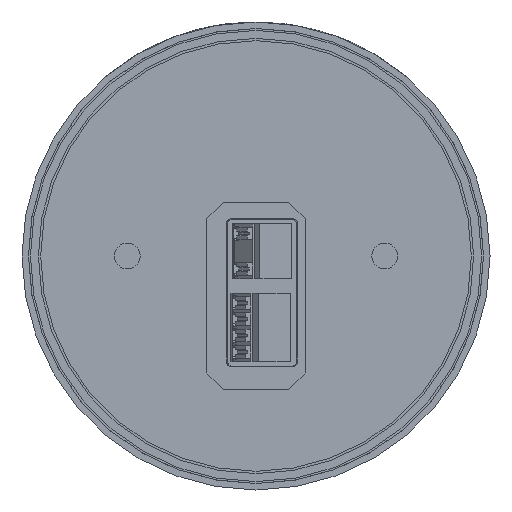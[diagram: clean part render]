
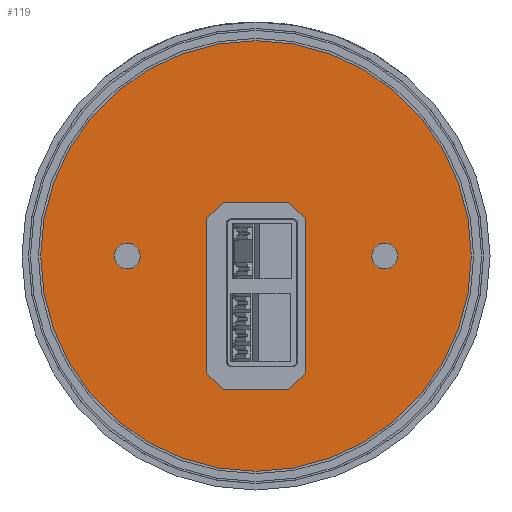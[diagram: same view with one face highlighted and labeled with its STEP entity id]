
A CAD part, front view. The second image highlights one B-rep face of the part: STEP entity #119.
In plain terms, the highlighted planar face has unit normal (0, -1, 0).
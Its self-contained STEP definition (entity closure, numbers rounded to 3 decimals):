
#33 = CARTESIAN_POINT ( 'NONE',  ( -27.5, 0., 0. ) ) ;
#119 = ADVANCED_FACE ( 'NONE', ( #3575, #10805, #5712, #12812 ), #7578, .F. ) ;
#168 = DIRECTION ( 'NONE',  ( 0., 1., 0. ) ) ;
#196 = DIRECTION ( 'NONE',  ( -0.707, 0., 0.707 ) ) ;
#495 = AXIS2_PLACEMENT_3D ( 'NONE', #11002, #168, #7639 ) ;
#513 = LINE ( 'NONE', #10166, #9974 ) ;
#673 = VERTEX_POINT ( 'NONE', #8656 ) ;
#792 = ORIENTED_EDGE ( 'NONE', *, *, #8047, .T. ) ;
#982 = CIRCLE ( 'NONE', #7824, 2.75 ) ;
#1133 = VERTEX_POINT ( 'NONE', #12209 ) ;
#1217 = VERTEX_POINT ( 'NONE', #9586 ) ;
#1221 = ORIENTED_EDGE ( 'NONE', *, *, #9428, .T. ) ;
#1301 = VERTEX_POINT ( 'NONE', #7663 ) ;
#1302 = CARTESIAN_POINT ( 'NONE',  ( -7., 0., 11.5 ) ) ;
#1334 = EDGE_CURVE ( 'NONE', #4695, #5998, #8553, .T. ) ;
#1399 = DIRECTION ( 'NONE',  ( 0., 0., -1. ) ) ;
#1431 = DIRECTION ( 'NONE',  ( 1., 0., 0. ) ) ;
#1497 = CARTESIAN_POINT ( 'NONE',  ( -10.5, 0., -28.5 ) ) ;
#2217 = ORIENTED_EDGE ( 'NONE', *, *, #8890, .T. ) ;
#2257 = CIRCLE ( 'NONE', #495, 2.75 ) ;
#2266 = CARTESIAN_POINT ( 'NONE',  ( 17.75, 0., -17.75 ) ) ;
#2342 = CARTESIAN_POINT ( 'NONE',  ( -17.75, 0., -17.75 ) ) ;
#2362 = DIRECTION ( 'NONE',  ( 0., 0., 1. ) ) ;
#2478 = AXIS2_PLACEMENT_3D ( 'NONE', #8227, #2910, #7399 ) ;
#2665 = VECTOR ( 'NONE', #5075, 1000. ) ;
#2667 = DIRECTION ( 'NONE',  ( 0., 0., -1. ) ) ;
#2671 = CIRCLE ( 'NONE', #9291, 2.75 ) ;
#2701 = DIRECTION ( 'NONE',  ( 0., -1., 0. ) ) ;
#2760 = CARTESIAN_POINT ( 'NONE',  ( -10.5, 0., 8. ) ) ;
#2829 = ORIENTED_EDGE ( 'NONE', *, *, #6127, .T. ) ;
#2861 = LINE ( 'NONE', #13417, #11699 ) ;
#2910 = DIRECTION ( 'NONE',  ( 0., 1., 0. ) ) ;
#2919 = EDGE_CURVE ( 'NONE', #673, #4695, #6951, .T. ) ;
#2966 = CARTESIAN_POINT ( 'NONE',  ( -10.5, 0., 11.5 ) ) ;
#3167 = DIRECTION ( 'NONE',  ( -0.707, 0., -0.707 ) ) ;
#3324 = EDGE_LOOP ( 'NONE', ( #10177, #12675 ) ) ;
#3566 = VERTEX_POINT ( 'NONE', #5274 ) ;
#3569 = DIRECTION ( 'NONE',  ( -1., 0., 0. ) ) ;
#3575 = FACE_BOUND ( 'NONE', #5369, .T. ) ;
#3611 = CARTESIAN_POINT ( 'NONE',  ( -10.5, 0., -25. ) ) ;
#3695 = DIRECTION ( 'NONE',  ( 0.707, 0., 0.707 ) ) ;
#3949 = DIRECTION ( 'NONE',  ( 0., 1., 0. ) ) ;
#4284 = CIRCLE ( 'NONE', #13100, 46. ) ;
#4301 = CARTESIAN_POINT ( 'NONE',  ( -10.5, 0., -28.5 ) ) ;
#4371 = CARTESIAN_POINT ( 'NONE',  ( 27.5, 0., 2.75 ) ) ;
#4388 = ORIENTED_EDGE ( 'NONE', *, *, #8275, .T. ) ;
#4544 = EDGE_CURVE ( 'NONE', #12771, #1133, #8283, .T. ) ;
#4695 = VERTEX_POINT ( 'NONE', #11363 ) ;
#5075 = DIRECTION ( 'NONE',  ( 0.707, 0., -0.707 ) ) ;
#5274 = CARTESIAN_POINT ( 'NONE',  ( -27.5, 0., 2.75 ) ) ;
#5369 = EDGE_LOOP ( 'NONE', ( #2217, #7442, #9373, #10515, #8951, #792, #9151, #4388 ) ) ;
#5516 = EDGE_CURVE ( 'NONE', #1301, #1217, #8763, .T. ) ;
#5623 = CARTESIAN_POINT ( 'NONE',  ( 10.5, 0., -25. ) ) ;
#5712 = FACE_BOUND ( 'NONE', #9651, .T. ) ;
#5774 = EDGE_CURVE ( 'NONE', #5998, #10623, #8573, .T. ) ;
#5831 = VERTEX_POINT ( 'NONE', #4371 ) ;
#5944 = EDGE_CURVE ( 'NONE', #1217, #1301, #4284, .T. ) ;
#5998 = VERTEX_POINT ( 'NONE', #3611 ) ;
#6127 = EDGE_CURVE ( 'NONE', #5831, #10666, #982, .T. ) ;
#6834 = VECTOR ( 'NONE', #3167, 1000. ) ;
#6951 = LINE ( 'NONE', #1497, #9133 ) ;
#7011 = AXIS2_PLACEMENT_3D ( 'NONE', #7921, #12113, #2667 ) ;
#7399 = DIRECTION ( 'NONE',  ( 0., 0., 1. ) ) ;
#7442 = ORIENTED_EDGE ( 'NONE', *, *, #13640, .T. ) ;
#7512 = CARTESIAN_POINT ( 'NONE',  ( 0., 0., 0. ) ) ;
#7578 = PLANE ( 'NONE',  #12838 ) ;
#7639 = DIRECTION ( 'NONE',  ( 0., 0., 1. ) ) ;
#7663 = CARTESIAN_POINT ( 'NONE',  ( 0., 0., -46. ) ) ;
#7824 = AXIS2_PLACEMENT_3D ( 'NONE', #11251, #3949, #10283 ) ;
#7921 = CARTESIAN_POINT ( 'NONE',  ( 0., 0., 0. ) ) ;
#8047 = EDGE_CURVE ( 'NONE', #10623, #12771, #2861, .T. ) ;
#8227 = CARTESIAN_POINT ( 'NONE',  ( 27.5, 0., 0. ) ) ;
#8275 = EDGE_CURVE ( 'NONE', #1133, #11398, #13549, .T. ) ;
#8283 = LINE ( 'NONE', #2966, #9887 ) ;
#8413 = LINE ( 'NONE', #2266, #6834 ) ;
#8553 = LINE ( 'NONE', #2342, #11640 ) ;
#8573 = LINE ( 'NONE', #4301, #10966 ) ;
#8622 = EDGE_CURVE ( 'NONE', #10498, #3566, #2671, .T. ) ;
#8656 = CARTESIAN_POINT ( 'NONE',  ( 7., 0., -28.5 ) ) ;
#8763 = CIRCLE ( 'NONE', #7011, 46. ) ;
#8803 = EDGE_CURVE ( 'NONE', #3566, #10498, #2257, .T. ) ;
#8890 = EDGE_CURVE ( 'NONE', #11398, #12053, #513, .T. ) ;
#8951 = ORIENTED_EDGE ( 'NONE', *, *, #5774, .T. ) ;
#9110 = DIRECTION ( 'NONE',  ( 1., 0., 0. ) ) ;
#9133 = VECTOR ( 'NONE', #3569, 1000. ) ;
#9151 = ORIENTED_EDGE ( 'NONE', *, *, #4544, .T. ) ;
#9242 = DIRECTION ( 'NONE',  ( 0., 1., 0. ) ) ;
#9291 = AXIS2_PLACEMENT_3D ( 'NONE', #33, #9242, #9625 ) ;
#9373 = ORIENTED_EDGE ( 'NONE', *, *, #2919, .T. ) ;
#9381 = CARTESIAN_POINT ( 'NONE',  ( 27.5, 0., -2.75 ) ) ;
#9428 = EDGE_CURVE ( 'NONE', #10666, #5831, #11717, .T. ) ;
#9586 = CARTESIAN_POINT ( 'NONE',  ( 0., 0., 46. ) ) ;
#9625 = DIRECTION ( 'NONE',  ( 0., 0., 1. ) ) ;
#9651 = EDGE_LOOP ( 'NONE', ( #2829, #1221 ) ) ;
#9848 = DIRECTION ( 'NONE',  ( 0., 1., 0. ) ) ;
#9879 = ORIENTED_EDGE ( 'NONE', *, *, #5516, .T. ) ;
#9887 = VECTOR ( 'NONE', #9110, 1000. ) ;
#9930 = ORIENTED_EDGE ( 'NONE', *, *, #5944, .T. ) ;
#9974 = VECTOR ( 'NONE', #13349, 1000. ) ;
#10011 = CARTESIAN_POINT ( 'NONE',  ( 0., 0., 0. ) ) ;
#10166 = CARTESIAN_POINT ( 'NONE',  ( 10.5, 0., -28.5 ) ) ;
#10177 = ORIENTED_EDGE ( 'NONE', *, *, #8803, .T. ) ;
#10283 = DIRECTION ( 'NONE',  ( 0., 0., 1. ) ) ;
#10313 = CARTESIAN_POINT ( 'NONE',  ( 10.5, 0., 8. ) ) ;
#10403 = EDGE_LOOP ( 'NONE', ( #9879, #9930 ) ) ;
#10498 = VERTEX_POINT ( 'NONE', #10969 ) ;
#10515 = ORIENTED_EDGE ( 'NONE', *, *, #1334, .T. ) ;
#10623 = VERTEX_POINT ( 'NONE', #2760 ) ;
#10666 = VERTEX_POINT ( 'NONE', #9381 ) ;
#10805 = FACE_BOUND ( 'NONE', #3324, .T. ) ;
#10966 = VECTOR ( 'NONE', #2362, 1000. ) ;
#10969 = CARTESIAN_POINT ( 'NONE',  ( -27.5, 0., -2.75 ) ) ;
#11002 = CARTESIAN_POINT ( 'NONE',  ( -27.5, 0., 0. ) ) ;
#11251 = CARTESIAN_POINT ( 'NONE',  ( 27.5, 0., 0. ) ) ;
#11363 = CARTESIAN_POINT ( 'NONE',  ( -7., 0., -28.5 ) ) ;
#11398 = VERTEX_POINT ( 'NONE', #10313 ) ;
#11640 = VECTOR ( 'NONE', #196, 1000. ) ;
#11699 = VECTOR ( 'NONE', #3695, 1000. ) ;
#11717 = CIRCLE ( 'NONE', #2478, 2.75 ) ;
#12053 = VERTEX_POINT ( 'NONE', #5623 ) ;
#12113 = DIRECTION ( 'NONE',  ( 0., -1., 0. ) ) ;
#12209 = CARTESIAN_POINT ( 'NONE',  ( 7., 0., 11.5 ) ) ;
#12647 = CARTESIAN_POINT ( 'NONE',  ( 9.25, 0., 9.25 ) ) ;
#12675 = ORIENTED_EDGE ( 'NONE', *, *, #8622, .T. ) ;
#12771 = VERTEX_POINT ( 'NONE', #1302 ) ;
#12812 = FACE_OUTER_BOUND ( 'NONE', #10403, .T. ) ;
#12838 = AXIS2_PLACEMENT_3D ( 'NONE', #7512, #9848, #1431 ) ;
#13100 = AXIS2_PLACEMENT_3D ( 'NONE', #10011, #2701, #1399 ) ;
#13349 = DIRECTION ( 'NONE',  ( 0., 0., -1. ) ) ;
#13417 = CARTESIAN_POINT ( 'NONE',  ( -9.25, 0., 9.25 ) ) ;
#13549 = LINE ( 'NONE', #12647, #2665 ) ;
#13640 = EDGE_CURVE ( 'NONE', #12053, #673, #8413, .T. ) ;
